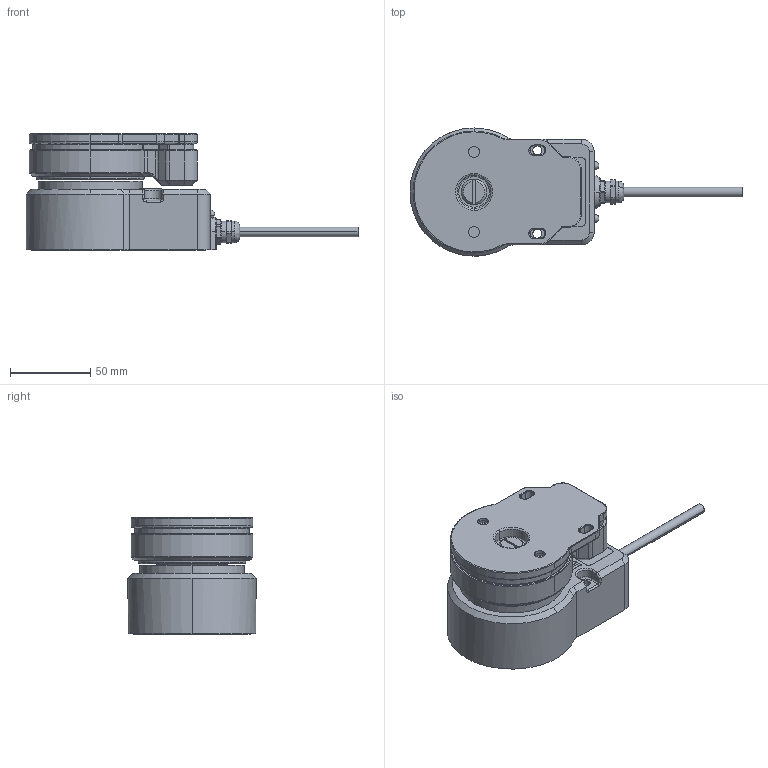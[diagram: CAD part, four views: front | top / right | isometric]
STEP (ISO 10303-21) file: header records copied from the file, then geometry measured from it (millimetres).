
FILE_DESCRIPTION (( 'STEP AP214' ), '1' );
FILE_NAME ('MGL-1P-U-463002.step', '2017-09-27T13:45:32', ( '' ), ( '' ), 'SwSTEP 2.0', 'SolidWorks 2017', '' );
FILE_SCHEMA (( 'AUTOMOTIVE_DESIGN' ));
Length unit declared in the file: inch
Products named in the file (3): MGL-1P-U-463002; MGL-1P-U-463002_1; MGL-1P-U-463002_2
Assembly tree (2 placements, depth 2):
  MGL-1P-U-463002
    MGL-1P-U-463002_1
    MGL-1P-U-463002_2
Bounding box: 207.35 x 80 x 72.5 mm (x, y, z)
Volume: 310696.2 mm3; surface area: 135606.4 mm2
Topology: 17 solids, 17 shells, 1674 faces, 4079 edges, 2451 vertices
Faces by surface type: cylinder 708, plane 449, bspline 389, cone 128
Entity records: 61192 total; most frequent: CARTESIAN_POINT 23631, ORIENTED_EDGE 8046, DIRECTION 7708, EDGE_CURVE 4023, AXIS2_PLACEMENT_3D 2998, VERTEX_POINT 2451, EDGE_LOOP 1796, VECTOR 1712
